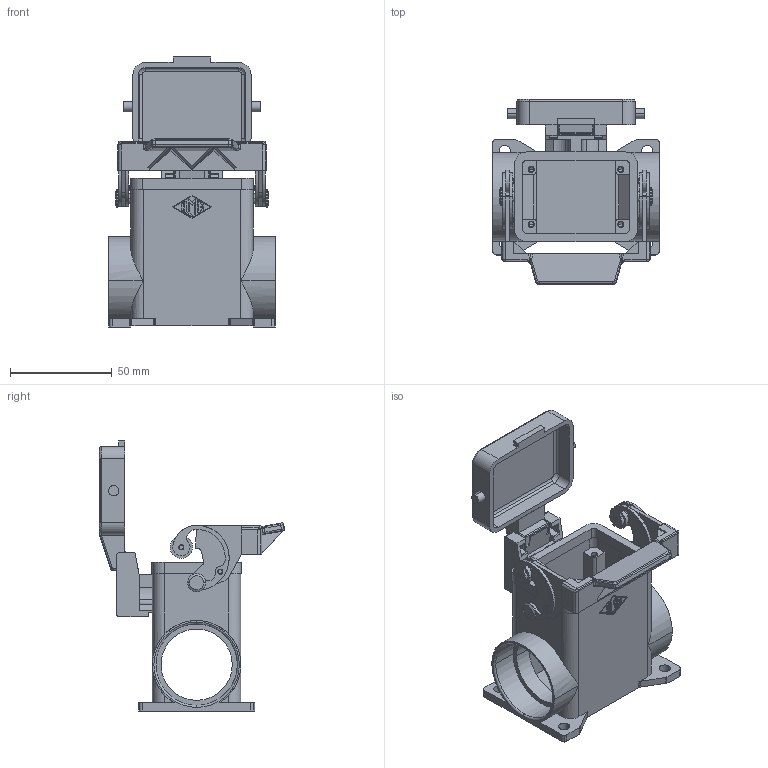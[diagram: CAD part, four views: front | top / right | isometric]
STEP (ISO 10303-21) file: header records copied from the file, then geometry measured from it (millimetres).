
FILE_DESCRIPTION((''),'2;1');
FILE_NAME('MAP 06 LS240.stp','2006-12-20T17:18:41',('gembarski'),(''),'Autodesk Inventor 7','Autodesk Inventor 7','');
FILE_SCHEMA(('AUTOMOTIVE_DESIGN { 1 0 10303 214 1 1 1 1 }'));
Length unit declared in the file: millimetre
Products named in the file (1): MAP 06 LS240
Bounding box: 82 x 90.95 x 132.7 mm (x, y, z)
Volume: 98957 mm3; surface area: 62306.6 mm2
Topology: 2 solids, 5 shells, 703 faces, 1876 edges, 1208 vertices
Faces by surface type: plane 248, cylinder 238, bspline 185, torus 20, cone 6, sphere 6
Entity records: 25520 total; most frequent: CARTESIAN_POINT 7961, ORIENTED_EDGE 3736, DIRECTION 3648, EDGE_CURVE 1868, AXIS2_PLACEMENT_3D 1299, VERTEX_POINT 1208, VECTOR 1050, LINE 1050
